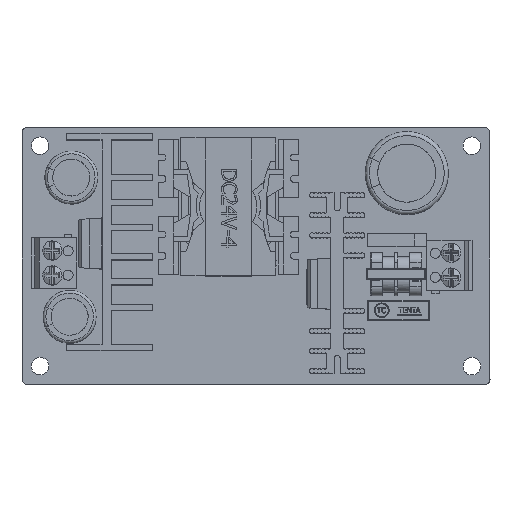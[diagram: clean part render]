
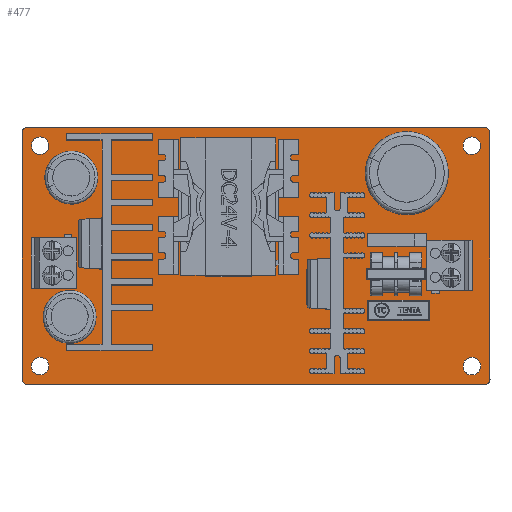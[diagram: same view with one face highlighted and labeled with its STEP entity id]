
A CAD part, top view. The second image highlights one B-rep face of the part: STEP entity #477.
In plain terms, the highlighted free-form (B-spline) face has degree [1, 1] with [2, 2] control points.
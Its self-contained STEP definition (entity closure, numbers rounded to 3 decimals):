
#24 = VERTEX_POINT('',#25);
#25 = CARTESIAN_POINT('',(0.,66.87,
    2.073));
#30 = EDGE_CURVE('',#24,#31,#33,.T.);
#31 = VERTEX_POINT('',#32);
#32 = CARTESIAN_POINT('',(0.,1.337,2.073));
#33 = B_SPLINE_CURVE_WITH_KNOTS('',1,(#34,#35),.UNSPECIFIED.,.F.,.F.,(2,
    2),(0.,49.),.PIECEWISE_BEZIER_KNOTS.);
#34 = CARTESIAN_POINT('',(0.,66.87,2.073));
#35 = CARTESIAN_POINT('',(0.,1.337,2.073));
#66 = VERTEX_POINT('',#67);
#67 = CARTESIAN_POINT('',(1.337,0.,2.073));
#72 = EDGE_CURVE('',#31,#66,#73,.T.);
#73 = ( BOUNDED_CURVE() B_SPLINE_CURVE(2,(#74,#75,#76),.UNSPECIFIED.,.F.
,.F.) B_SPLINE_CURVE_WITH_KNOTS((3,3),(3.142,4.712),
.PIECEWISE_BEZIER_KNOTS.) CURVE() GEOMETRIC_REPRESENTATION_ITEM() 
RATIONAL_B_SPLINE_CURVE((1.,0.707,1.)) REPRESENTATION_ITEM('') 
  );
#74 = CARTESIAN_POINT('',(0.,1.337,2.073));
#75 = CARTESIAN_POINT('',(0.,0.,
    2.073));
#76 = CARTESIAN_POINT('',(1.337,0.,2.073));
#90 = EDGE_CURVE('',#66,#91,#93,.T.);
#91 = VERTEX_POINT('',#92);
#92 = CARTESIAN_POINT('',(123.041,0.,2.073));
#93 = B_SPLINE_CURVE_WITH_KNOTS('',1,(#94,#95),.UNSPECIFIED.,.F.,.F.,(2,
    2),(0.,91.),.PIECEWISE_BEZIER_KNOTS.);
#94 = CARTESIAN_POINT('',(1.337,0.,2.073));
#95 = CARTESIAN_POINT('',(123.041,0.,2.073));
#126 = VERTEX_POINT('',#127);
#127 = CARTESIAN_POINT('',(124.379,1.337,2.073
    ));
#132 = EDGE_CURVE('',#91,#126,#133,.T.);
#133 = ( BOUNDED_CURVE() B_SPLINE_CURVE(2,(#134,#135,#136),
.UNSPECIFIED.,.F.,.F.) B_SPLINE_CURVE_WITH_KNOTS((3,3),(4.712,
6.283),.PIECEWISE_BEZIER_KNOTS.) CURVE() 
GEOMETRIC_REPRESENTATION_ITEM() RATIONAL_B_SPLINE_CURVE((1.,
0.707,1.)) REPRESENTATION_ITEM('') );
#134 = CARTESIAN_POINT('',(123.041,0.,2.073));
#135 = CARTESIAN_POINT('',(124.379,0.,
    2.073));
#136 = CARTESIAN_POINT('',(124.379,1.337,2.073
    ));
#150 = EDGE_CURVE('',#126,#151,#153,.T.);
#151 = VERTEX_POINT('',#152);
#152 = CARTESIAN_POINT('',(124.379,66.87,
    2.073));
#153 = B_SPLINE_CURVE_WITH_KNOTS('',1,(#154,#155),.UNSPECIFIED.,.F.,.F.,
  (2,2),(0.,49.),.PIECEWISE_BEZIER_KNOTS.);
#154 = CARTESIAN_POINT('',(124.379,1.337,2.073
    ));
#155 = CARTESIAN_POINT('',(124.379,66.87,
    2.073));
#186 = VERTEX_POINT('',#187);
#187 = CARTESIAN_POINT('',(123.041,68.208,
    2.073));
#192 = EDGE_CURVE('',#151,#186,#193,.T.);
#193 = ( BOUNDED_CURVE() B_SPLINE_CURVE(2,(#194,#195,#196),
.UNSPECIFIED.,.F.,.F.) B_SPLINE_CURVE_WITH_KNOTS((3,3),(0.,
1.571),.PIECEWISE_BEZIER_KNOTS.) CURVE() 
GEOMETRIC_REPRESENTATION_ITEM() RATIONAL_B_SPLINE_CURVE((1.,
0.707,1.)) REPRESENTATION_ITEM('') );
#194 = CARTESIAN_POINT('',(124.379,66.87,2.073
    ));
#195 = CARTESIAN_POINT('',(124.379,68.208,2.073
    ));
#196 = CARTESIAN_POINT('',(123.041,68.208,
    2.073));
#210 = EDGE_CURVE('',#186,#211,#213,.T.);
#211 = VERTEX_POINT('',#212);
#212 = CARTESIAN_POINT('',(1.337,68.208,2.073
    ));
#213 = B_SPLINE_CURVE_WITH_KNOTS('',1,(#214,#215),.UNSPECIFIED.,.F.,.F.,
  (2,2),(0.,91.),.PIECEWISE_BEZIER_KNOTS.);
#214 = CARTESIAN_POINT('',(123.041,68.208,
    2.073));
#215 = CARTESIAN_POINT('',(1.337,68.208,2.073
    ));
#244 = EDGE_CURVE('',#211,#24,#245,.T.);
#245 = ( BOUNDED_CURVE() B_SPLINE_CURVE(2,(#246,#247,#248),
.UNSPECIFIED.,.F.,.F.) B_SPLINE_CURVE_WITH_KNOTS((3,3),(1.571,
3.142),.PIECEWISE_BEZIER_KNOTS.) CURVE() 
GEOMETRIC_REPRESENTATION_ITEM() RATIONAL_B_SPLINE_CURVE((1.,
0.707,1.)) REPRESENTATION_ITEM('') );
#246 = CARTESIAN_POINT('',(1.337,68.208,2.073
    ));
#247 = CARTESIAN_POINT('',(0.,68.208,
    2.073));
#248 = CARTESIAN_POINT('',(0.,66.87,
    2.073));
#274 = VERTEX_POINT('',#275);
#275 = CARTESIAN_POINT('',(121.905,63.393,
    2.073));
#280 = EDGE_CURVE('',#274,#274,#281,.T.);
#281 = ( BOUNDED_CURVE() B_SPLINE_CURVE(2,(#282,#283,#284,#285,#286,#287
,#288),.UNSPECIFIED.,.T.,.F.) B_SPLINE_CURVE_WITH_KNOTS((1,2,2,2,2,1),(
    -2.094,0.,2.094,4.189,6.283,
8.378),.UNSPECIFIED.) CURVE() GEOMETRIC_REPRESENTATION_ITEM() 
RATIONAL_B_SPLINE_CURVE((1.,0.5,1.,0.5,1.,0.5,1.)) REPRESENTATION_ITEM(
  '') );
#282 = CARTESIAN_POINT('',(121.905,63.393,
    2.073));
#283 = CARTESIAN_POINT('',(121.905,67.447,
    2.073));
#284 = CARTESIAN_POINT('',(118.394,65.42,
    2.073));
#285 = CARTESIAN_POINT('',(114.883,63.393,
    2.073));
#286 = CARTESIAN_POINT('',(118.394,61.366,
    2.073));
#287 = CARTESIAN_POINT('',(121.905,59.339,
    2.073));
#288 = CARTESIAN_POINT('',(121.905,63.393,
    2.073));
#322 = VERTEX_POINT('',#323);
#323 = CARTESIAN_POINT('',(7.155,63.393,2.073
    ));
#328 = EDGE_CURVE('',#322,#322,#329,.T.);
#329 = ( BOUNDED_CURVE() B_SPLINE_CURVE(2,(#330,#331,#332,#333,#334,#335
,#336),.UNSPECIFIED.,.T.,.F.) B_SPLINE_CURVE_WITH_KNOTS((1,2,2,2,2,1),(
    -2.094,0.,2.094,4.189,6.283,
8.378),.UNSPECIFIED.) CURVE() GEOMETRIC_REPRESENTATION_ITEM() 
RATIONAL_B_SPLINE_CURVE((1.,0.5,1.,0.5,1.,0.5,1.)) REPRESENTATION_ITEM(
  '') );
#330 = CARTESIAN_POINT('',(7.155,63.393,2.073
    ));
#331 = CARTESIAN_POINT('',(7.155,67.447,2.073
    ));
#332 = CARTESIAN_POINT('',(3.644,65.42,2.073)
  );
#333 = CARTESIAN_POINT('',(0.134,63.393,2.073
    ));
#334 = CARTESIAN_POINT('',(3.644,61.366,2.073)
  );
#335 = CARTESIAN_POINT('',(7.155,59.339,2.073
    ));
#336 = CARTESIAN_POINT('',(7.155,63.393,2.073
    ));
#370 = VERTEX_POINT('',#371);
#371 = CARTESIAN_POINT('',(121.905,4.815,2.073
    ));
#376 = EDGE_CURVE('',#370,#370,#377,.T.);
#377 = ( BOUNDED_CURVE() B_SPLINE_CURVE(2,(#378,#379,#380,#381,#382,#383
,#384),.UNSPECIFIED.,.T.,.F.) B_SPLINE_CURVE_WITH_KNOTS((1,2,2,2,2,1),(
    -2.094,0.,2.094,4.189,6.283,
8.378),.UNSPECIFIED.) CURVE() GEOMETRIC_REPRESENTATION_ITEM() 
RATIONAL_B_SPLINE_CURVE((1.,0.5,1.,0.5,1.,0.5,1.)) REPRESENTATION_ITEM(
  '') );
#378 = CARTESIAN_POINT('',(121.905,4.815,2.073
    ));
#379 = CARTESIAN_POINT('',(121.905,8.868,2.073
    ));
#380 = CARTESIAN_POINT('',(118.394,6.842,2.073
    ));
#381 = CARTESIAN_POINT('',(114.883,4.815,2.073
    ));
#382 = CARTESIAN_POINT('',(118.394,2.788,2.073)
  );
#383 = CARTESIAN_POINT('',(121.905,0.761,2.073
    ));
#384 = CARTESIAN_POINT('',(121.905,4.815,2.073
    ));
#418 = VERTEX_POINT('',#419);
#419 = CARTESIAN_POINT('',(7.155,4.815,2.073)
  );
#424 = EDGE_CURVE('',#418,#418,#425,.T.);
#425 = ( BOUNDED_CURVE() B_SPLINE_CURVE(2,(#426,#427,#428,#429,#430,#431
,#432),.UNSPECIFIED.,.T.,.F.) B_SPLINE_CURVE_WITH_KNOTS((1,2,2,2,2,1),(
    -2.094,0.,2.094,4.189,6.283,
8.378),.UNSPECIFIED.) CURVE() GEOMETRIC_REPRESENTATION_ITEM() 
RATIONAL_B_SPLINE_CURVE((1.,0.5,1.,0.5,1.,0.5,1.)) REPRESENTATION_ITEM(
  '') );
#426 = CARTESIAN_POINT('',(7.155,4.815,2.073)
  );
#427 = CARTESIAN_POINT('',(7.155,8.868,2.073)
  );
#428 = CARTESIAN_POINT('',(3.644,6.842,2.073)
  );
#429 = CARTESIAN_POINT('',(0.134,4.815,2.073)
  );
#430 = CARTESIAN_POINT('',(3.644,2.788,2.073));
#431 = CARTESIAN_POINT('',(7.155,0.761,2.073)
  );
#432 = CARTESIAN_POINT('',(7.155,4.815,2.073)
  );
#477 = ADVANCED_FACE('',(#478,#488,#491,#494,#497),#500,.T.);
#478 = FACE_BOUND('',#479,.T.);
#479 = EDGE_LOOP('',(#480,#481,#482,#483,#484,#485,#486,#487));
#480 = ORIENTED_EDGE('',*,*,#30,.T.);
#481 = ORIENTED_EDGE('',*,*,#72,.T.);
#482 = ORIENTED_EDGE('',*,*,#90,.T.);
#483 = ORIENTED_EDGE('',*,*,#132,.T.);
#484 = ORIENTED_EDGE('',*,*,#150,.T.);
#485 = ORIENTED_EDGE('',*,*,#192,.T.);
#486 = ORIENTED_EDGE('',*,*,#210,.T.);
#487 = ORIENTED_EDGE('',*,*,#244,.T.);
#488 = FACE_BOUND('',#489,.F.);
#489 = EDGE_LOOP('',(#490));
#490 = ORIENTED_EDGE('',*,*,#280,.T.);
#491 = FACE_BOUND('',#492,.F.);
#492 = EDGE_LOOP('',(#493));
#493 = ORIENTED_EDGE('',*,*,#328,.T.);
#494 = FACE_BOUND('',#495,.F.);
#495 = EDGE_LOOP('',(#496));
#496 = ORIENTED_EDGE('',*,*,#376,.T.);
#497 = FACE_BOUND('',#498,.F.);
#498 = EDGE_LOOP('',(#499));
#499 = ORIENTED_EDGE('',*,*,#424,.T.);
#500 = B_SPLINE_SURFACE_WITH_KNOTS('',1,1,(
    (#501,#502)
    ,(#503,#504
    )),.UNSPECIFIED.,.F.,.F.,.F.,(2,2),(2,2),(-46.5,46.5),(
    -25.5,25.5),.PIECEWISE_BEZIER_KNOTS.);
#501 = CARTESIAN_POINT('',(0.,0.,2.073));
#502 = CARTESIAN_POINT('',(0.,68.208,2.073));
#503 = CARTESIAN_POINT('',(124.379,0.,2.073));
#504 = CARTESIAN_POINT('',(124.379,68.208,
    2.073));
